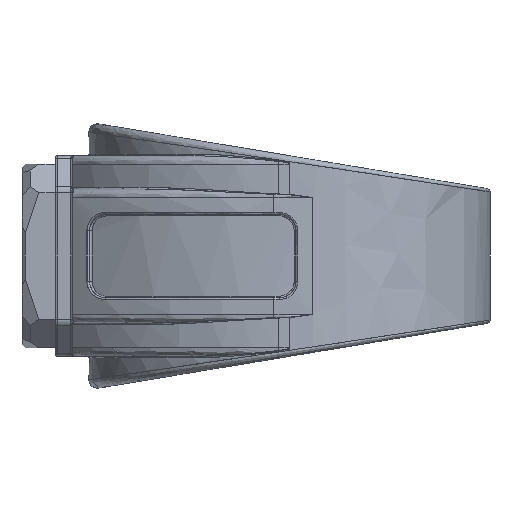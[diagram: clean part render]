
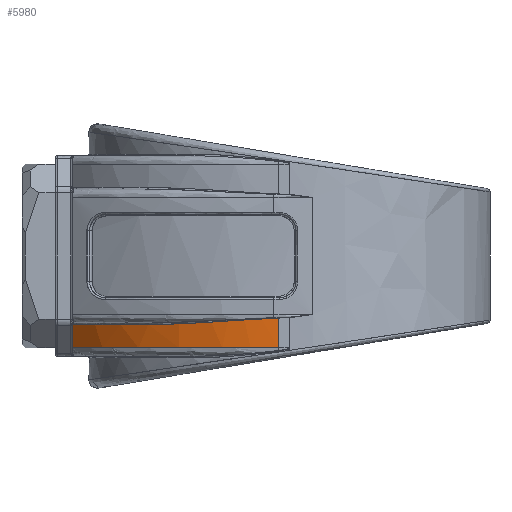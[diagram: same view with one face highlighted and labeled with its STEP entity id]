
A CAD part, left-side view. The second image highlights one B-rep face of the part: STEP entity #5980.
In plain terms, the highlighted free-form (B-spline) face has degree [2, 1] with [3, 2] control points.
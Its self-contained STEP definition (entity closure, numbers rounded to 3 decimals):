
#5980 = ADVANCED_FACE('',(#5981),#6071,.T.);
#5981 = FACE_BOUND('',#5982,.T.);
#5982 = EDGE_LOOP('',(#5983,#5993,#6000,#6008,#6018,#6028,#6037,#6046,
    #6056,#6066));
#5983 = ORIENTED_EDGE('',*,*,#5984,.F.);
#5984 = EDGE_CURVE('',#5985,#5987,#5989,.T.);
#5985 = VERTEX_POINT('',#5986);
#5986 = CARTESIAN_POINT('',(-5.998,12.916,
    -5.473));
#5987 = VERTEX_POINT('',#5988);
#5988 = CARTESIAN_POINT('',(-11.955,0.645,
    -5.473));
#5989 = ( BOUNDED_CURVE() B_SPLINE_CURVE(2,(#5990,#5991,#5992),
.UNSPECIFIED.,.F.,.F.) B_SPLINE_CURVE_WITH_KNOTS((3,3),(2.238,
3.142),.PIECEWISE_BEZIER_KNOTS.) CURVE() 
GEOMETRIC_REPRESENTATION_ITEM() RATIONAL_B_SPLINE_CURVE((1.,
0.9,1.)) REPRESENTATION_ITEM('') );
#5990 = CARTESIAN_POINT('',(-5.998,12.916,
    -5.473));
#5991 = CARTESIAN_POINT('',(-11.955,8.226,
    -5.473));
#5992 = CARTESIAN_POINT('',(-11.955,0.645,
    -5.473));
#5993 = ORIENTED_EDGE('',*,*,#5994,.F.);
#5994 = EDGE_CURVE('',#5995,#5985,#5997,.T.);
#5995 = VERTEX_POINT('',#5996);
#5996 = CARTESIAN_POINT('',(-5.998,12.916,
    -4.08));
#5997 = B_SPLINE_CURVE_WITH_KNOTS('',1,(#5998,#5999),.UNSPECIFIED.,.F.,
  .F.,(2,2),(0.,1.4),.PIECEWISE_BEZIER_KNOTS.);
#5998 = CARTESIAN_POINT('',(-5.998,12.916,
    -4.08));
#5999 = CARTESIAN_POINT('',(-5.998,12.916,
    -5.473));
#6000 = ORIENTED_EDGE('',*,*,#6001,.F.);
#6001 = EDGE_CURVE('',#6002,#5995,#6004,.T.);
#6002 = VERTEX_POINT('',#6003);
#6003 = CARTESIAN_POINT('',(-9.892,8.403,
    -4.08));
#6004 = ( BOUNDED_CURVE() B_SPLINE_CURVE(2,(#6005,#6006,#6007),
.UNSPECIFIED.,.F.,.F.) B_SPLINE_CURVE_WITH_KNOTS((3,3),(
0.,0.384),.PIECEWISE_BEZIER_KNOTS.) CURVE() 
GEOMETRIC_REPRESENTATION_ITEM() RATIONAL_B_SPLINE_CURVE((1.,
0.982,1.)) REPRESENTATION_ITEM('') );
#6005 = CARTESIAN_POINT('',(-9.892,8.403,
    -4.08));
#6006 = CARTESIAN_POINT('',(-8.384,11.038,
    -4.08));
#6007 = CARTESIAN_POINT('',(-5.998,12.916,
    -4.08));
#6008 = ORIENTED_EDGE('',*,*,#6009,.F.);
#6009 = EDGE_CURVE('',#6010,#6002,#6012,.T.);
#6010 = VERTEX_POINT('',#6011);
#6011 = CARTESIAN_POINT('',(-10.784,6.578,
    -4.037));
#6012 = B_SPLINE_CURVE_WITH_KNOTS('',4,(#6013,#6014,#6015,#6016,#6017),
  .UNSPECIFIED.,.F.,.F.,(5,5),(0.75,1.),.PIECEWISE_BEZIER_KNOTS.);
#6013 = CARTESIAN_POINT('',(-10.784,6.578,
    -4.037));
#6014 = CARTESIAN_POINT('',(-10.573,7.092,
    -4.059));
#6015 = CARTESIAN_POINT('',(-10.349,7.567,
    -4.073));
#6016 = CARTESIAN_POINT('',(-10.12,8.003,
    -4.08));
#6017 = CARTESIAN_POINT('',(-9.892,8.403,
    -4.08));
#6018 = ORIENTED_EDGE('',*,*,#6019,.F.);
#6019 = EDGE_CURVE('',#6020,#6010,#6022,.T.);
#6020 = VERTEX_POINT('',#6021);
#6021 = CARTESIAN_POINT('',(-11.431,4.656,-3.936
    ));
#6022 = B_SPLINE_CURVE_WITH_KNOTS('',4,(#6023,#6024,#6025,#6026,#6027),
  .UNSPECIFIED.,.F.,.F.,(5,5),(0.5,0.75),.PIECEWISE_BEZIER_KNOTS.);
#6023 = CARTESIAN_POINT('',(-11.431,4.656,-3.936
    ));
#6024 = CARTESIAN_POINT('',(-11.286,5.202,
    -3.969));
#6025 = CARTESIAN_POINT('',(-11.125,5.704,
    -3.998));
#6026 = CARTESIAN_POINT('',(-10.955,6.162,
    -4.02));
#6027 = CARTESIAN_POINT('',(-10.784,6.578,
    -4.037));
#6028 = ORIENTED_EDGE('',*,*,#6029,.F.);
#6029 = EDGE_CURVE('',#6030,#6020,#6032,.T.);
#6030 = VERTEX_POINT('',#6031);
#6031 = CARTESIAN_POINT('',(-11.659,3.669,
    -3.873));
#6032 = B_SPLINE_CURVE_WITH_KNOTS('',3,(#6033,#6034,#6035,#6036),
  .UNSPECIFIED.,.F.,.F.,(4,4),(0.375,0.5),.PIECEWISE_BEZIER_KNOTS.);
#6033 = CARTESIAN_POINT('',(-11.659,3.669,
    -3.873));
#6034 = CARTESIAN_POINT('',(-11.597,3.985,
    -3.894));
#6035 = CARTESIAN_POINT('',(-11.522,4.314,
    -3.915));
#6036 = CARTESIAN_POINT('',(-11.431,4.656,-3.936
    ));
#6037 = ORIENTED_EDGE('',*,*,#6038,.F.);
#6038 = EDGE_CURVE('',#6039,#6030,#6041,.T.);
#6039 = VERTEX_POINT('',#6040);
#6040 = CARTESIAN_POINT('',(-11.823,2.669,
    -3.807));
#6041 = B_SPLINE_CURVE_WITH_KNOTS('',3,(#6042,#6043,#6044,#6045),
  .UNSPECIFIED.,.F.,.F.,(4,4),(0.25,0.375),.PIECEWISE_BEZIER_KNOTS.);
#6042 = CARTESIAN_POINT('',(-11.823,2.669,
    -3.807));
#6043 = CARTESIAN_POINT('',(-11.78,3.004,
    -3.828));
#6044 = CARTESIAN_POINT('',(-11.725,3.338,-3.851
    ));
#6045 = CARTESIAN_POINT('',(-11.659,3.669,
    -3.873));
#6046 = ORIENTED_EDGE('',*,*,#6047,.F.);
#6047 = EDGE_CURVE('',#6048,#6039,#6050,.T.);
#6048 = VERTEX_POINT('',#6049);
#6049 = CARTESIAN_POINT('',(-11.922,1.659,
    -3.744));
#6050 = B_SPLINE_CURVE_WITH_KNOTS('',4,(#6051,#6052,#6053,#6054,#6055),
  .UNSPECIFIED.,.F.,.F.,(5,5),(0.125,0.25),.PIECEWISE_BEZIER_KNOTS.);
#6051 = CARTESIAN_POINT('',(-11.922,1.659,
    -3.744));
#6052 = CARTESIAN_POINT('',(-11.909,1.855,
    -3.755));
#6053 = CARTESIAN_POINT('',(-11.891,2.088,
    -3.769));
#6054 = CARTESIAN_POINT('',(-11.864,2.36,
    -3.786));
#6055 = CARTESIAN_POINT('',(-11.823,2.669,
    -3.807));
#6056 = ORIENTED_EDGE('',*,*,#6057,.F.);
#6057 = EDGE_CURVE('',#6058,#6048,#6060,.T.);
#6058 = VERTEX_POINT('',#6059);
#6059 = CARTESIAN_POINT('',(-11.955,0.645,
    -3.694));
#6060 = B_SPLINE_CURVE_WITH_KNOTS('',4,(#6061,#6062,#6063,#6064,#6065),
  .UNSPECIFIED.,.F.,.F.,(5,5),(0.,0.125),.PIECEWISE_BEZIER_KNOTS.);
#6061 = CARTESIAN_POINT('',(-11.955,0.645,
    -3.694));
#6062 = CARTESIAN_POINT('',(-11.955,0.864,
    -3.702));
#6063 = CARTESIAN_POINT('',(-11.951,1.106,
    -3.713));
#6064 = CARTESIAN_POINT('',(-11.941,1.371,
    -3.727));
#6065 = CARTESIAN_POINT('',(-11.922,1.659,
    -3.744));
#6066 = ORIENTED_EDGE('',*,*,#6067,.F.);
#6067 = EDGE_CURVE('',#5987,#6058,#6068,.T.);
#6068 = B_SPLINE_CURVE_WITH_KNOTS('',1,(#6069,#6070),.UNSPECIFIED.,.F.,
  .F.,(2,2),(0.,1.788),.PIECEWISE_BEZIER_KNOTS.);
#6069 = CARTESIAN_POINT('',(-11.955,0.645,
    -5.473));
#6070 = CARTESIAN_POINT('',(-11.955,0.645,
    -3.694));
#6071 = ( BOUNDED_SURFACE() B_SPLINE_SURFACE(2,1,(
    (#6072,#6073)
    ,(#6074,#6075)
    ,(#6076,#6077
)),.UNSPECIFIED.,.F.,.F.,.F.) B_SPLINE_SURFACE_WITH_KNOTS((3,3),(2,2),(
    5.379,6.283),(0.011,1.799),
.PIECEWISE_BEZIER_KNOTS.) GEOMETRIC_REPRESENTATION_ITEM() 
RATIONAL_B_SPLINE_SURFACE((
    (1.,1.)
    ,(0.9,0.9)
,(1.,1.))) REPRESENTATION_ITEM('') SURFACE() );
#6072 = CARTESIAN_POINT('',(-5.998,12.916,
    -3.694));
#6073 = CARTESIAN_POINT('',(-5.998,12.916,
    -5.473));
#6074 = CARTESIAN_POINT('',(-11.955,8.226,
    -3.694));
#6075 = CARTESIAN_POINT('',(-11.955,8.226,
    -5.473));
#6076 = CARTESIAN_POINT('',(-11.955,0.645,
    -3.694));
#6077 = CARTESIAN_POINT('',(-11.955,0.645,
    -5.473));
